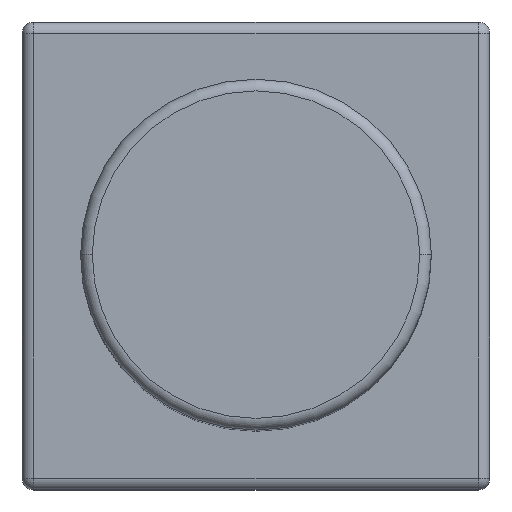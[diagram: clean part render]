
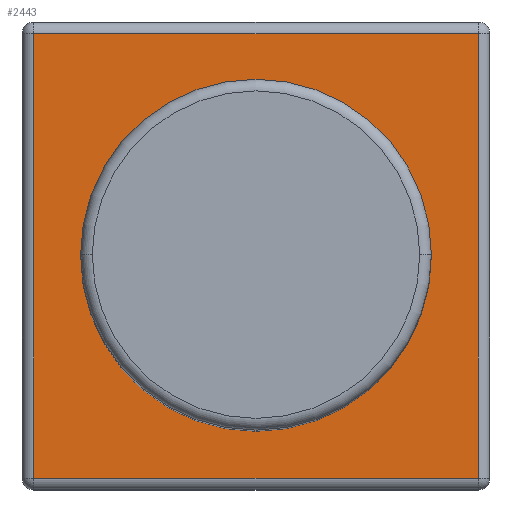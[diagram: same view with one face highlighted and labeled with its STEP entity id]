
A CAD part, top view. The second image highlights one B-rep face of the part: STEP entity #2443.
In plain terms, the highlighted planar face has unit normal (0, 0, 1).
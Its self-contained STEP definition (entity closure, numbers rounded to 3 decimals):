
#110=CARTESIAN_POINT('',(0.,0.,-61.));
#111=DIRECTION('',(0.,0.,1.));
#112=DIRECTION('',(1.,0.,0.));
#113=AXIS2_PLACEMENT_3D('',#110,#111,#112);
#133=CARTESIAN_POINT('',(0.,0.,-61.));
#134=DIRECTION('',(0.,0.,1.));
#135=DIRECTION('',(-1.,0.,0.));
#136=AXIS2_PLACEMENT_3D('',#133,#134,#135);
#148=DIRECTION('',(1.,0.,0.));
#149=VECTOR('',#148,38.);
#150=CARTESIAN_POINT('',(-19.,-19.,-61.));
#151=LINE('',#150,#149);
#155=DIRECTION('',(0.,-1.,0.));
#156=VECTOR('',#155,38.);
#157=CARTESIAN_POINT('',(-19.,19.,-61.));
#158=LINE('',#157,#156);
#162=DIRECTION('',(-1.,0.,0.));
#163=VECTOR('',#162,38.);
#164=CARTESIAN_POINT('',(19.,19.,-61.));
#165=LINE('',#164,#163);
#169=DIRECTION('',(0.,1.,0.));
#170=VECTOR('',#169,38.);
#171=CARTESIAN_POINT('',(19.,-19.,-61.));
#172=LINE('',#171,#170);
#2063=CARTESIAN_POINT('',(15.,0.,-61.));
#2064=CARTESIAN_POINT('',(-15.,0.,-61.));
#2065=VERTEX_POINT('',#2063);
#2066=VERTEX_POINT('',#2064);
#2253=CARTESIAN_POINT('',(-19.,-19.,-61.));
#2254=CARTESIAN_POINT('',(19.,-19.,-61.));
#2255=VERTEX_POINT('',#2253);
#2256=VERTEX_POINT('',#2254);
#2257=CARTESIAN_POINT('',(-19.,19.,-61.));
#2258=VERTEX_POINT('',#2257);
#2259=CARTESIAN_POINT('',(19.,19.,-61.));
#2260=VERTEX_POINT('',#2259);
#2424=CARTESIAN_POINT('',(0.,0.,-61.));
#2425=DIRECTION('',(0.,0.,-1.));
#2426=DIRECTION('',(1.,0.,0.));
#2427=AXIS2_PLACEMENT_3D('',#2424,#2425,#2426);
#2428=PLANE('',#2427);
#2430=ORIENTED_EDGE('',*,*,#2429,.F.);
#2432=ORIENTED_EDGE('',*,*,#2431,.F.);
#2434=ORIENTED_EDGE('',*,*,#2433,.F.);
#2436=ORIENTED_EDGE('',*,*,#2435,.F.);
#2437=EDGE_LOOP('',(#2430,#2432,#2434,#2436));
#2438=FACE_OUTER_BOUND('',#2437,.F.);
#2439=ORIENTED_EDGE('',*,*,#2404,.T.);
#2440=ORIENTED_EDGE('',*,*,#2418,.T.);
#2441=EDGE_LOOP('',(#2439,#2440));
#2442=FACE_BOUND('',#2441,.F.);
#2443=ADVANCED_FACE('',(#2438,#2442),#2428,.F.);
#114=CIRCLE('',#113,15.);
#137=CIRCLE('',#136,15.);
#2404=EDGE_CURVE('',#2065,#2066,#114,.T.);
#2418=EDGE_CURVE('',#2066,#2065,#137,.T.);
#2429=EDGE_CURVE('',#2255,#2256,#151,.T.);
#2431=EDGE_CURVE('',#2258,#2255,#158,.T.);
#2433=EDGE_CURVE('',#2260,#2258,#165,.T.);
#2435=EDGE_CURVE('',#2256,#2260,#172,.T.);
